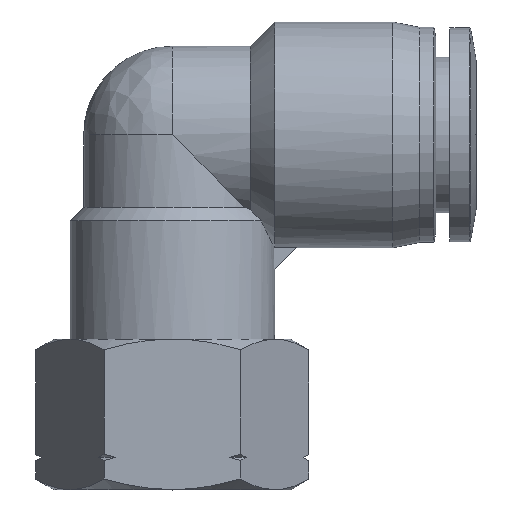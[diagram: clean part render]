
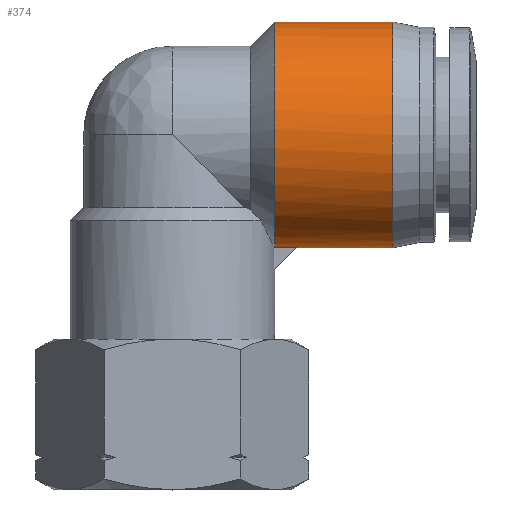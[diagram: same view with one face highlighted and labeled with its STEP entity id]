
A CAD part, top view. The second image highlights one B-rep face of the part: STEP entity #374.
In plain terms, the highlighted cylindrical face has radius 10.5 mm (diameter 21 mm), a partial arc.
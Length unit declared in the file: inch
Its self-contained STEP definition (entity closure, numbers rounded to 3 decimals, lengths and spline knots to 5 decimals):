
#89 = DIRECTION ( 'NONE',  ( 1., 0., 0. ) ) ;
#124 = ORIENTED_EDGE ( 'NONE', *, *, #2171, .T. ) ;
#125 = AXIS2_PLACEMENT_3D ( 'NONE', #2067, #89, #2389 ) ;
#174 = ORIENTED_EDGE ( 'NONE', *, *, #870, .F. ) ;
#374 = ADVANCED_FACE ( 'NONE', ( #3273 ), #2020, .T. ) ;
#450 = CARTESIAN_POINT ( 'NONE',  ( 0.37402, 0.74803, 0. ) ) ;
#694 = DIRECTION ( 'NONE',  ( 1., 0., 0. ) ) ;
#713 = CARTESIAN_POINT ( 'NONE',  ( 0.59055, 0.33465, 0. ) ) ;
#730 = CARTESIAN_POINT ( 'NONE',  ( 0.80709, 0.33465, 0. ) ) ;
#763 = VECTOR ( 'NONE', #694, 39.37008 ) ;
#795 = DIRECTION ( 'NONE',  ( 0., 1., 0. ) ) ;
#835 = VERTEX_POINT ( 'NONE', #2907 ) ;
#840 = VERTEX_POINT ( 'NONE', #2940 ) ;
#854 = CARTESIAN_POINT ( 'NONE',  ( 0.45276, 0.33465, 0.01315 ) ) ;
#870 = EDGE_CURVE ( 'NONE', #835, #840, #1219, .T. ) ;
#1031 = AXIS2_PLACEMENT_3D ( 'NONE', #450, #2699, #795 ) ;
#1088 = VERTEX_POINT ( 'NONE', #2210 ) ;
#1122 = CIRCLE ( 'NONE', #1031, 0.41339 ) ;
#1201 = ORIENTED_EDGE ( 'NONE', *, *, #4107, .F. ) ;
#1219 = LINE ( 'NONE', #1405, #1959 ) ;
#1391 = DIRECTION ( 'NONE',  ( 1., 0., 0. ) ) ;
#1405 = CARTESIAN_POINT ( 'NONE',  ( 0.59055, 1.16142, 0. ) ) ;
#1493 = EDGE_LOOP ( 'NONE', ( #124, #3358, #1201, #174, #3538, #3753 ) ) ;
#1494 = CARTESIAN_POINT ( 'NONE',  ( 0.59055, 0.33652, 0.03937 ) ) ;
#1763 = EDGE_CURVE ( 'NONE', #1088, #2829, #4175, .T. ) ;
#1830 = CARTESIAN_POINT ( 'NONE',  ( 0.45463, 0.33652, 0.03937 ) ) ;
#1958 =( BOUNDED_CURVE ( )  B_SPLINE_CURVE ( 3, ( #1830, #2752, #854, #3086 ),
 .UNSPECIFIED., .F., .F. ) 
 B_SPLINE_CURVE_WITH_KNOTS ( ( 4, 4 ),
 ( 3.04621, 3.14159 ),
 .UNSPECIFIED. ) 
 CURVE ( )  GEOMETRIC_REPRESENTATION_ITEM ( )  RATIONAL_B_SPLINE_CURVE ( ( 1., 0.999, 0.999, 1. ) ) 
 REPRESENTATION_ITEM ( '' )  );
#1959 = VECTOR ( 'NONE', #1391, 39.37008 ) ;
#1970 = CIRCLE ( 'NONE', #125, 0.41339 ) ;
#2020 = CYLINDRICAL_SURFACE ( 'NONE', #3665, 0.41339 ) ;
#2067 = CARTESIAN_POINT ( 'NONE',  ( 0.80709, 0.74803, 0. ) ) ;
#2165 = VECTOR ( 'NONE', #3406, 39.37008 ) ;
#2171 = EDGE_CURVE ( 'NONE', #2711, #1088, #1958, .T. ) ;
#2210 = CARTESIAN_POINT ( 'NONE',  ( 0.45276, 0.33465, 0. ) ) ;
#2250 = LINE ( 'NONE', #1494, #2165 ) ;
#2389 = DIRECTION ( 'NONE',  ( 0., 1., 0. ) ) ;
#2699 = DIRECTION ( 'NONE',  ( 1., 0., 0. ) ) ;
#2711 = VERTEX_POINT ( 'NONE', #3876 ) ;
#2752 = CARTESIAN_POINT ( 'NONE',  ( 0.45338, 0.33527, 0.02628 ) ) ;
#2829 = VERTEX_POINT ( 'NONE', #730 ) ;
#2907 = CARTESIAN_POINT ( 'NONE',  ( 0.37402, 1.16142, 0. ) ) ;
#2940 = CARTESIAN_POINT ( 'NONE',  ( 0.80709, 1.16142, 0. ) ) ;
#3072 = DIRECTION ( 'NONE',  ( 1., 0., 0. ) ) ;
#3086 = CARTESIAN_POINT ( 'NONE',  ( 0.45276, 0.33465, 0. ) ) ;
#3089 = VERTEX_POINT ( 'NONE', #4097 ) ;
#3156 = CARTESIAN_POINT ( 'NONE',  ( 0.59055, 0.74803, 0. ) ) ;
#3273 = FACE_OUTER_BOUND ( 'NONE', #1493, .T. ) ;
#3358 = ORIENTED_EDGE ( 'NONE', *, *, #1763, .T. ) ;
#3406 = DIRECTION ( 'NONE',  ( 1., 0., 0. ) ) ;
#3538 = ORIENTED_EDGE ( 'NONE', *, *, #4159, .T. ) ;
#3665 = AXIS2_PLACEMENT_3D ( 'NONE', #3156, #3072, #4071 ) ;
#3749 = EDGE_CURVE ( 'NONE', #3089, #2711, #2250, .T. ) ;
#3753 = ORIENTED_EDGE ( 'NONE', *, *, #3749, .T. ) ;
#3876 = CARTESIAN_POINT ( 'NONE',  ( 0.45463, 0.33652, 0.03937 ) ) ;
#4071 = DIRECTION ( 'NONE',  ( 0., 1., 0. ) ) ;
#4097 = CARTESIAN_POINT ( 'NONE',  ( 0.37402, 0.33652, 0.03937 ) ) ;
#4107 = EDGE_CURVE ( 'NONE', #840, #2829, #1970, .T. ) ;
#4159 = EDGE_CURVE ( 'NONE', #835, #3089, #1122, .T. ) ;
#4175 = LINE ( 'NONE', #713, #763 ) ;
